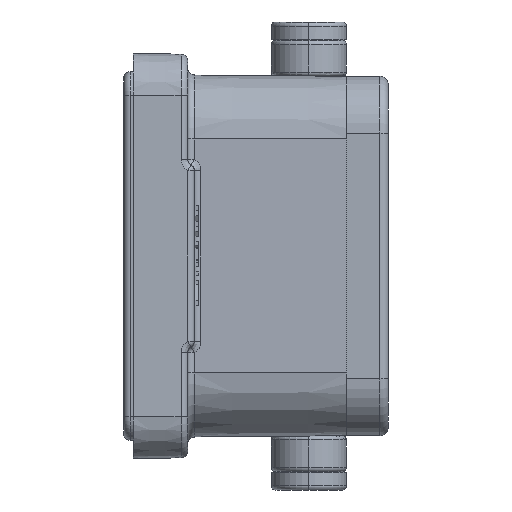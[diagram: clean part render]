
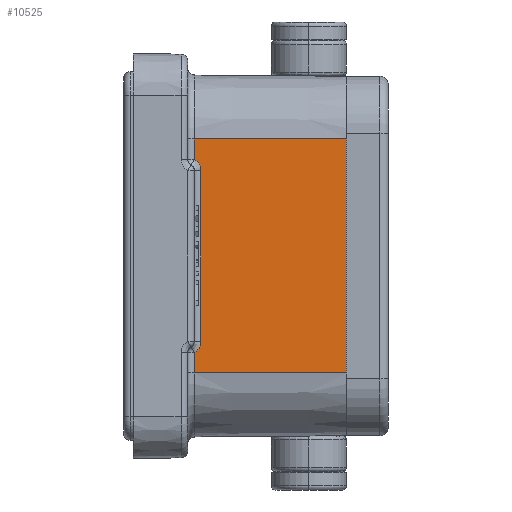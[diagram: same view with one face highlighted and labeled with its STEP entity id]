
A CAD part, left-side view. The second image highlights one B-rep face of the part: STEP entity #10525.
In plain terms, the highlighted planar face has unit normal (-1, -0.009, 0).
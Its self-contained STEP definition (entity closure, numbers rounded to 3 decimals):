
#1855=DIRECTION('',(0.,0.,1.));
#1856=VECTOR('',#1855,28.);
#1857=CARTESIAN_POINT('',(-30.,0.,-14.));
#1858=LINE('',#1857,#1856);
#1859=DIRECTION('',(0.009,-1.,0.));
#1860=VECTOR('',#1859,18.208);
#1861=CARTESIAN_POINT('',(-30.159,18.207,
-14.));
#1862=LINE('',#1861,#1860);
#1863=DIRECTION('',(0.,0.,1.));
#1864=VECTOR('',#1863,2.414);
#1865=CARTESIAN_POINT('',(-30.159,18.207,
-14.));
#1866=LINE('',#1865,#1864);
#1867=CARTESIAN_POINT('',(-30.159,18.207,
-11.586));
#1868=CARTESIAN_POINT('',(-30.158,18.088,
-11.517));
#1869=CARTESIAN_POINT('',(-30.156,17.874,
-11.353));
#1870=CARTESIAN_POINT('',(-30.154,17.62,
-11.035));
#1871=CARTESIAN_POINT('',(-30.152,17.447,
-10.636));
#1872=CARTESIAN_POINT('',(-30.152,17.407,
-10.35));
#1873=CARTESIAN_POINT('',(-30.152,17.407,
-10.2));
#1875=DIRECTION('',(0.,0.,1.));
#1876=VECTOR('',#1875,20.4);
#1877=CARTESIAN_POINT('',(-30.152,17.407,
-10.2));
#1878=LINE('',#1877,#1876);
#1879=CARTESIAN_POINT('',(-30.152,17.407,10.2));
#1880=CARTESIAN_POINT('',(-30.152,17.407,10.315));
#1881=CARTESIAN_POINT('',(-30.152,17.431,10.538));
#1882=CARTESIAN_POINT('',(-30.153,17.536,10.857));
#1883=CARTESIAN_POINT('',(-30.154,17.704,11.148));
#1884=CARTESIAN_POINT('',(-30.156,17.93,11.399));
#1885=CARTESIAN_POINT('',(-30.158,18.109,11.529));
#1886=CARTESIAN_POINT('',(-30.159,18.207,11.586));
#1888=DIRECTION('',(0.,0.,1.));
#1889=VECTOR('',#1888,2.414);
#1890=CARTESIAN_POINT('',(-30.159,18.207,11.586));
#1891=LINE('',#1890,#1889);
#1892=DIRECTION('',(0.009,-1.,0.));
#1893=VECTOR('',#1892,18.208);
#1894=CARTESIAN_POINT('',(-30.159,18.207,14.));
#1895=LINE('',#1894,#1893);
#7320=CARTESIAN_POINT('',(-30.159,18.207,14.));
#7321=VERTEX_POINT('',#7320);
#7324=CARTESIAN_POINT('',(-30.159,18.207,11.586));
#7325=VERTEX_POINT('',#7324);
#7340=CARTESIAN_POINT('',(-30.159,18.207,-14.));
#7341=VERTEX_POINT('',#7340);
#7344=CARTESIAN_POINT('',(-30.159,18.207,
-11.586));
#7345=VERTEX_POINT('',#7344);
#7381=VERTEX_POINT('',#1873);
#7382=CARTESIAN_POINT('',(-30.152,17.407,10.2));
#7383=VERTEX_POINT('',#7382);
#7750=CARTESIAN_POINT('',(-30.,0.,-14.));
#7751=CARTESIAN_POINT('',(-30.,0.,14.));
#7752=VERTEX_POINT('',#7750);
#7753=VERTEX_POINT('',#7751);
#10503=CARTESIAN_POINT('',(-30.,0.,-23.72));
#10504=DIRECTION('',(-1.,-0.009,0.));
#10505=DIRECTION('',(0.,0.,-1.));
#10506=AXIS2_PLACEMENT_3D('',#10503,#10504,#10505);
#10507=PLANE('',#10506);
#10509=ORIENTED_EDGE('',*,*,#10508,.F.);
#10511=ORIENTED_EDGE('',*,*,#10510,.F.);
#10513=ORIENTED_EDGE('',*,*,#10512,.T.);
#10515=ORIENTED_EDGE('',*,*,#10514,.T.);
#10517=ORIENTED_EDGE('',*,*,#10516,.T.);
#10519=ORIENTED_EDGE('',*,*,#10518,.T.);
#10521=ORIENTED_EDGE('',*,*,#10520,.T.);
#10522=ORIENTED_EDGE('',*,*,#10494,.T.);
#10523=EDGE_LOOP('',(#10509,#10511,#10513,#10515,#10517,#10519,#10521,#10522));
#10524=FACE_OUTER_BOUND('',#10523,.F.);
#10525=ADVANCED_FACE('',(#10524),#10507,.T.);
#1874=B_SPLINE_CURVE_WITH_KNOTS('',3,(#1867,#1868,#1869,#1870,#1871,#1872,
#1873),.UNSPECIFIED.,.F.,.F.,(4,1,1,1,4),(0.,0.25,0.5,0.75,1.),
.UNSPECIFIED.);
#1887=B_SPLINE_CURVE_WITH_KNOTS('',3,(#1879,#1880,#1881,#1882,#1883,#1884,#1885,
#1886),.UNSPECIFIED.,.F.,.F.,(4,1,1,1,1,4),(0.,0.2,0.4,0.6,0.8,1.),
.UNSPECIFIED.);
#10494=EDGE_CURVE('',#7321,#7753,#1895,.T.);
#10508=EDGE_CURVE('',#7752,#7753,#1858,.T.);
#10510=EDGE_CURVE('',#7341,#7752,#1862,.T.);
#10512=EDGE_CURVE('',#7341,#7345,#1866,.T.);
#10514=EDGE_CURVE('',#7345,#7381,#1874,.T.);
#10516=EDGE_CURVE('',#7381,#7383,#1878,.T.);
#10518=EDGE_CURVE('',#7383,#7325,#1887,.T.);
#10520=EDGE_CURVE('',#7325,#7321,#1891,.T.);
